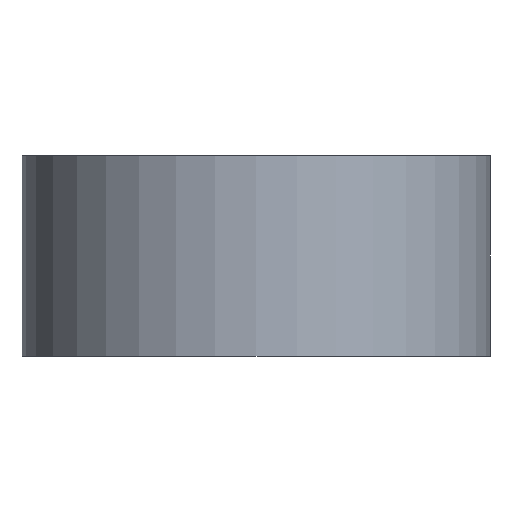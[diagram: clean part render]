
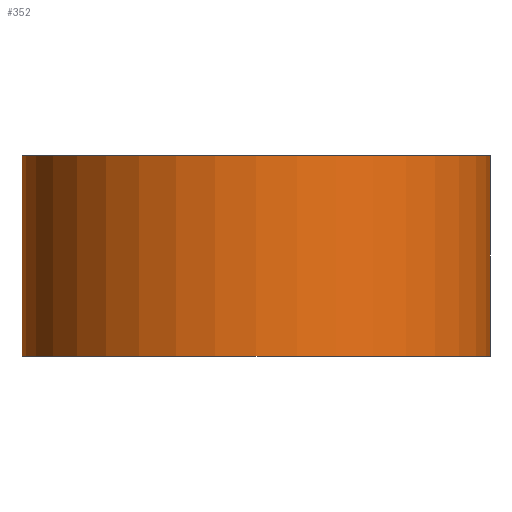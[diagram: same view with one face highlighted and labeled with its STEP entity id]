
A CAD part, left-side view. The second image highlights one B-rep face of the part: STEP entity #352.
In plain terms, the highlighted cylindrical face has radius 3.5 mm (diameter 7 mm), a partial arc.
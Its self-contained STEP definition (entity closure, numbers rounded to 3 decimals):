
#17=CIRCLE('',#387,3.5);
#18=CIRCLE('',#388,3.5);
#20=CYLINDRICAL_SURFACE('',#386,3.5);
#36=FACE_OUTER_BOUND('',#54,.T.);
#54=EDGE_LOOP('',(#285,#286,#287,#288));
#90=LINE('',#553,#134);
#100=LINE('',#574,#144);
#134=VECTOR('',#448,10.);
#144=VECTOR('',#470,10.);
#169=VERTEX_POINT('',#549);
#171=VERTEX_POINT('',#552);
#175=VERTEX_POINT('',#570);
#176=VERTEX_POINT('',#572);
#210=EDGE_CURVE('',#169,#171,#90,.T.);
#222=EDGE_CURVE('',#175,#176,#100,.T.);
#223=EDGE_CURVE('',#169,#175,#17,.T.);
#224=EDGE_CURVE('',#171,#176,#18,.T.);
#285=ORIENTED_EDGE('',*,*,#223,.T.);
#286=ORIENTED_EDGE('',*,*,#222,.T.);
#287=ORIENTED_EDGE('',*,*,#224,.F.);
#288=ORIENTED_EDGE('',*,*,#210,.F.);
#352=ADVANCED_FACE('',(#36),#20,.T.);
#386=AXIS2_PLACEMENT_3D('',#575,#471,#472);
#387=AXIS2_PLACEMENT_3D('',#576,#473,#474);
#388=AXIS2_PLACEMENT_3D('',#577,#475,#476);
#448=DIRECTION('',(0.,0.,1.));
#470=DIRECTION('',(0.,0.,1.));
#471=DIRECTION('center_axis',(0.,0.,1.));
#472=DIRECTION('ref_axis',(-1.,0.,0.));
#473=DIRECTION('center_axis',(0.,0.,1.));
#474=DIRECTION('ref_axis',(1.,0.,0.));
#475=DIRECTION('center_axis',(0.,0.,1.));
#476=DIRECTION('ref_axis',(1.,0.,0.));
#549=CARTESIAN_POINT('',(0.,3.5,0.));
#552=CARTESIAN_POINT('',(0.,3.5,3.));
#553=CARTESIAN_POINT('',(0.,3.5,0.));
#570=CARTESIAN_POINT('',(0.,-3.5,0.));
#572=CARTESIAN_POINT('',(0.,-3.5,3.));
#574=CARTESIAN_POINT('',(0.,-3.5,0.));
#575=CARTESIAN_POINT('Origin',(0.,0.,0.));
#576=CARTESIAN_POINT('Origin',(0.,0.,0.));
#577=CARTESIAN_POINT('Origin',(0.,0.,3.));
